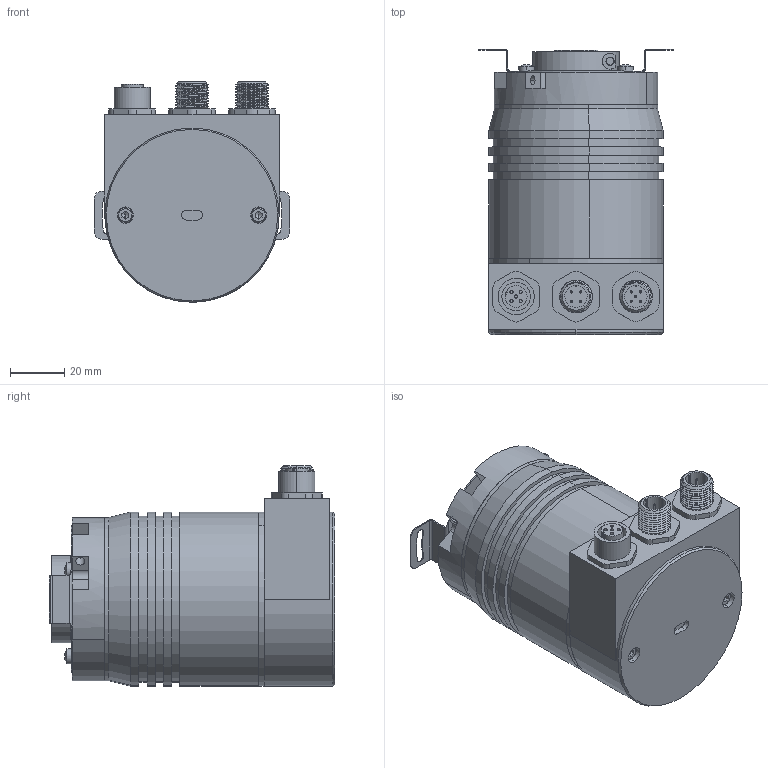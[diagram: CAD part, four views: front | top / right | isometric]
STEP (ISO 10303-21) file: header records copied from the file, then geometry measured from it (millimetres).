
FILE_DESCRIPTION (( 'STEP AP214' ), '1' );
FILE_NAME ('PAMM58W15-BF6XTR-4096-8192.STEP', '2024-04-12T08:10:50', ( '' ), ( '' ), 'SwSTEP 2.0', 'SolidWorks 2023', '' );
FILE_SCHEMA (( 'AUTOMOTIVE_DESIGN' ));
Length unit declared in the file: millimetre
Products named in the file (1): PAMM58W15-BF6XTR-4096-8192
Bounding box: 72 x 105 x 81 mm (x, y, z)
Volume: 131543.2 mm3; surface area: 83902.2 mm2
Topology: 18 solids, 18 shells, 847 faces, 2373 edges, 1485 vertices
Faces by surface type: cylinder 361, plane 283, torus 80, cone 65, sphere 48, bspline 10
Entity records: 40939 total; most frequent: CARTESIAN_POINT 13672, ORIENTED_EDGE 4450, DIRECTION 4347, EDGE_CURVE 2225, AXIS2_PLACEMENT_3D 1760, VERTEX_POINT 1443, EDGE_LOOP 970, CIRCLE 922
